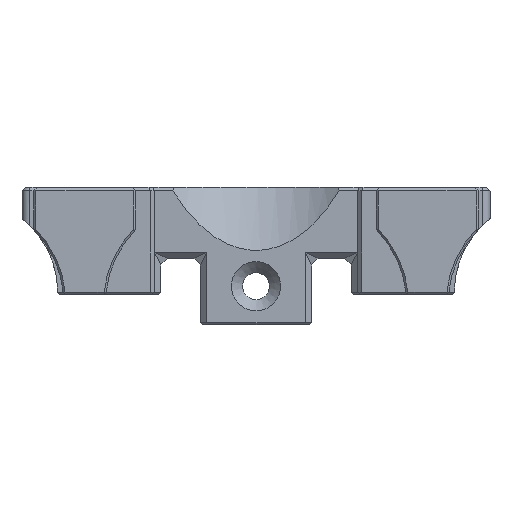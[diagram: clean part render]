
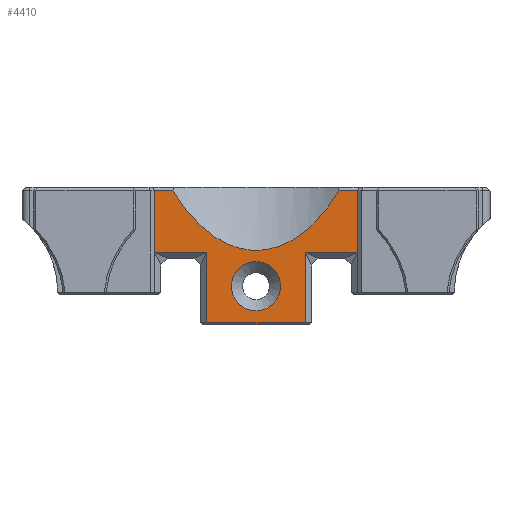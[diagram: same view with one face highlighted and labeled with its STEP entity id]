
A CAD part, front view. The second image highlights one B-rep face of the part: STEP entity #4410.
In plain terms, the highlighted planar face has unit normal (0, -1, 0).
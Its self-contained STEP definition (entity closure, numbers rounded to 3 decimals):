
#33=FACE_BOUND('',#727,.T.);
#244=CIRCLE('',#4760,3.1);
#467=FACE_OUTER_BOUND('',#726,.T.);
#726=EDGE_LOOP('',(#3605,#3606,#3607,#3608,#3609,#3610,#3611,#3612,#3613,
#3614,#3615,#3616,#3617,#3618,#3619,#3620,#3621,#3622));
#727=EDGE_LOOP('',(#3623));
#837=ELLIPSE('',#4712,33.018,16.509);
#914=LINE('',#6467,#1363);
#918=LINE('',#6475,#1367);
#925=LINE('',#6489,#1374);
#935=LINE('',#6506,#1384);
#939=LINE('',#6514,#1388);
#941=LINE('',#6518,#1390);
#944=LINE('',#6525,#1393);
#1019=LINE('',#7031,#1468);
#1152=LINE('',#8633,#1601);
#1156=LINE('',#8641,#1605);
#1157=LINE('',#8643,#1606);
#1158=LINE('',#8645,#1607);
#1159=LINE('',#8646,#1608);
#1160=LINE('',#8648,#1609);
#1161=LINE('',#8650,#1610);
#1162=LINE('',#8652,#1611);
#1163=LINE('',#8653,#1612);
#1363=VECTOR('',#5042,10.);
#1367=VECTOR('',#5048,10.);
#1374=VECTOR('',#5057,10.);
#1384=VECTOR('',#5075,10.);
#1388=VECTOR('',#5085,10.);
#1390=VECTOR('',#5089,10.);
#1393=VECTOR('',#5096,10.);
#1468=VECTOR('',#5283,10.);
#1601=VECTOR('',#5680,10.);
#1605=VECTOR('',#5686,10.);
#1606=VECTOR('',#5687,10.);
#1607=VECTOR('',#5688,10.);
#1608=VECTOR('',#5689,10.);
#1609=VECTOR('',#5690,10.);
#1610=VECTOR('',#5691,10.);
#1611=VECTOR('',#5692,10.);
#1612=VECTOR('',#5693,10.);
#1811=VERTEX_POINT('',#6465);
#1812=VERTEX_POINT('',#6466);
#1815=VERTEX_POINT('',#6474);
#1821=VERTEX_POINT('',#6488);
#1824=VERTEX_POINT('',#6504);
#1825=VERTEX_POINT('',#6510);
#1826=VERTEX_POINT('',#6516);
#1828=VERTEX_POINT('',#6524);
#1891=VERTEX_POINT('',#7030);
#1979=VERTEX_POINT('',#8258);
#2038=VERTEX_POINT('',#8631);
#2039=VERTEX_POINT('',#8632);
#2042=VERTEX_POINT('',#8640);
#2043=VERTEX_POINT('',#8642);
#2044=VERTEX_POINT('',#8644);
#2045=VERTEX_POINT('',#8647);
#2046=VERTEX_POINT('',#8649);
#2047=VERTEX_POINT('',#8651);
#2048=VERTEX_POINT('',#8654);
#2241=EDGE_CURVE('',#1811,#1812,#914,.T.);
#2245=EDGE_CURVE('',#1815,#1811,#918,.T.);
#2252=EDGE_CURVE('',#1821,#1815,#925,.F.);
#2262=EDGE_CURVE('',#1812,#1824,#935,.T.);
#2266=EDGE_CURVE('',#1824,#1825,#939,.T.);
#2268=EDGE_CURVE('',#1825,#1826,#941,.T.);
#2271=EDGE_CURVE('',#1821,#1828,#944,.T.);
#2370=EDGE_CURVE('',#1891,#1828,#1019,.T.);
#2505=EDGE_CURVE('',#1891,#1979,#837,.T.);
#2596=EDGE_CURVE('',#2038,#2039,#1152,.T.);
#2600=EDGE_CURVE('',#2042,#1826,#1156,.T.);
#2601=EDGE_CURVE('',#2043,#2042,#1157,.T.);
#2602=EDGE_CURVE('',#2044,#2043,#1158,.T.);
#2603=EDGE_CURVE('',#2039,#2044,#1159,.T.);
#2604=EDGE_CURVE('',#2045,#2038,#1160,.T.);
#2605=EDGE_CURVE('',#2046,#2045,#1161,.F.);
#2606=EDGE_CURVE('',#2046,#2047,#1162,.T.);
#2607=EDGE_CURVE('',#1979,#2047,#1163,.T.);
#2608=EDGE_CURVE('',#2048,#2048,#244,.T.);
#3605=ORIENTED_EDGE('',*,*,#2600,.F.);
#3606=ORIENTED_EDGE('',*,*,#2601,.F.);
#3607=ORIENTED_EDGE('',*,*,#2602,.F.);
#3608=ORIENTED_EDGE('',*,*,#2603,.F.);
#3609=ORIENTED_EDGE('',*,*,#2596,.F.);
#3610=ORIENTED_EDGE('',*,*,#2604,.F.);
#3611=ORIENTED_EDGE('',*,*,#2605,.F.);
#3612=ORIENTED_EDGE('',*,*,#2606,.T.);
#3613=ORIENTED_EDGE('',*,*,#2607,.F.);
#3614=ORIENTED_EDGE('',*,*,#2505,.F.);
#3615=ORIENTED_EDGE('',*,*,#2370,.T.);
#3616=ORIENTED_EDGE('',*,*,#2271,.F.);
#3617=ORIENTED_EDGE('',*,*,#2252,.T.);
#3618=ORIENTED_EDGE('',*,*,#2245,.T.);
#3619=ORIENTED_EDGE('',*,*,#2241,.T.);
#3620=ORIENTED_EDGE('',*,*,#2262,.T.);
#3621=ORIENTED_EDGE('',*,*,#2266,.T.);
#3622=ORIENTED_EDGE('',*,*,#2268,.T.);
#3623=ORIENTED_EDGE('',*,*,#2608,.F.);
#4198=PLANE('',#4759);
#4410=ADVANCED_FACE('',(#467,#33),#4198,.T.);
#4712=AXIS2_PLACEMENT_3D('',#8259,#5518,#5519);
#4759=AXIS2_PLACEMENT_3D('',#8639,#5684,#5685);
#4760=AXIS2_PLACEMENT_3D('',#8655,#5694,#5695);
#5042=DIRECTION('',(0.816,0.,0.577));
#5048=DIRECTION('',(1.,0.,0.));
#5057=DIRECTION('',(0.816,0.,0.577));
#5075=DIRECTION('',(0.,0.,1.));
#5085=DIRECTION('',(1.,0.,0.));
#5089=DIRECTION('',(0.,0.,-1.));
#5096=DIRECTION('',(0.,0.,1.));
#5283=DIRECTION('',(-1.,0.,0.));
#5518=DIRECTION('center_axis',(0.,-1.,0.));
#5519=DIRECTION('ref_axis',(0.,0.,-1.));
#5680=DIRECTION('',(-0.816,0.,0.577));
#5684=DIRECTION('center_axis',(0.,-1.,0.));
#5685=DIRECTION('ref_axis',(0.,0.,1.));
#5686=DIRECTION('',(-1.,0.,0.));
#5687=DIRECTION('',(0.,0.,-1.));
#5688=DIRECTION('',(-1.,0.,0.));
#5689=DIRECTION('',(0.,0.,1.));
#5690=DIRECTION('',(-1.,0.,0.));
#5691=DIRECTION('',(-0.816,0.,0.577));
#5692=DIRECTION('',(0.,0.,1.));
#5693=DIRECTION('',(1.,0.,0.));
#5694=DIRECTION('center_axis',(0.,-1.,0.));
#5695=DIRECTION('ref_axis',(0.,0.,-1.));
#6465=CARTESIAN_POINT('',(-13.172,-199.517,2.5));
#6466=CARTESIAN_POINT('',(-12.818,-199.517,2.75));
#6467=CARTESIAN_POINT('',(-10.303,-199.517,4.529));
#6474=CARTESIAN_POINT('',(-13.172,-199.517,2.5));
#6475=CARTESIAN_POINT('',(-12.,-199.517,2.5));
#6488=CARTESIAN_POINT('',(-12.819,-199.517,2.75));
#6489=CARTESIAN_POINT('',(-10.372,-199.517,4.48));
#6504=CARTESIAN_POINT('',(-12.818,-199.517,7.819));
#6506=CARTESIAN_POINT('',(-12.818,-199.517,11.5));
#6510=CARTESIAN_POINT('',(-6.181,-199.517,7.819));
#6514=CARTESIAN_POINT('',(-4.65,-199.517,7.819));
#6516=CARTESIAN_POINT('',(-6.181,-199.517,-1.12));
#6518=CARTESIAN_POINT('',(-6.181,-199.517,10.25));
#6524=CARTESIAN_POINT('',(-12.819,-199.517,15.55));
#6525=CARTESIAN_POINT('',(-12.819,-199.517,2.5));
#7030=CARTESIAN_POINT('',(-10.49,-199.517,15.55));
#7031=CARTESIAN_POINT('',(1.75,-199.517,15.55));
#8258=CARTESIAN_POINT('',(10.49,-199.517,15.55));
#8259=CARTESIAN_POINT('Origin',(0.,-199.517,41.047));
#8631=CARTESIAN_POINT('',(13.172,-199.517,2.5));
#8632=CARTESIAN_POINT('',(12.818,-199.517,2.75));
#8633=CARTESIAN_POINT('',(10.303,-199.517,4.529));
#8639=CARTESIAN_POINT('Origin',(15.,-199.517,16.));
#8640=CARTESIAN_POINT('',(6.181,-199.517,-1.12));
#8641=CARTESIAN_POINT('',(7.5,-199.517,-1.12));
#8642=CARTESIAN_POINT('',(6.181,-199.517,7.819));
#8643=CARTESIAN_POINT('',(6.181,-199.517,10.25));
#8644=CARTESIAN_POINT('',(12.818,-199.517,7.819));
#8645=CARTESIAN_POINT('',(4.65,-199.517,7.819));
#8646=CARTESIAN_POINT('',(12.818,-199.517,11.5));
#8647=CARTESIAN_POINT('',(13.172,-199.517,2.5));
#8648=CARTESIAN_POINT('',(12.,-199.517,2.5));
#8649=CARTESIAN_POINT('',(12.819,-199.517,2.75));
#8650=CARTESIAN_POINT('',(10.372,-199.517,4.48));
#8651=CARTESIAN_POINT('',(12.819,-199.517,15.55));
#8652=CARTESIAN_POINT('',(12.819,-199.517,2.5));
#8653=CARTESIAN_POINT('',(-1.75,-199.517,15.55));
#8654=CARTESIAN_POINT('',(0.,-199.517,6.6));
#8655=CARTESIAN_POINT('Origin',(0.,-199.517,3.5));
